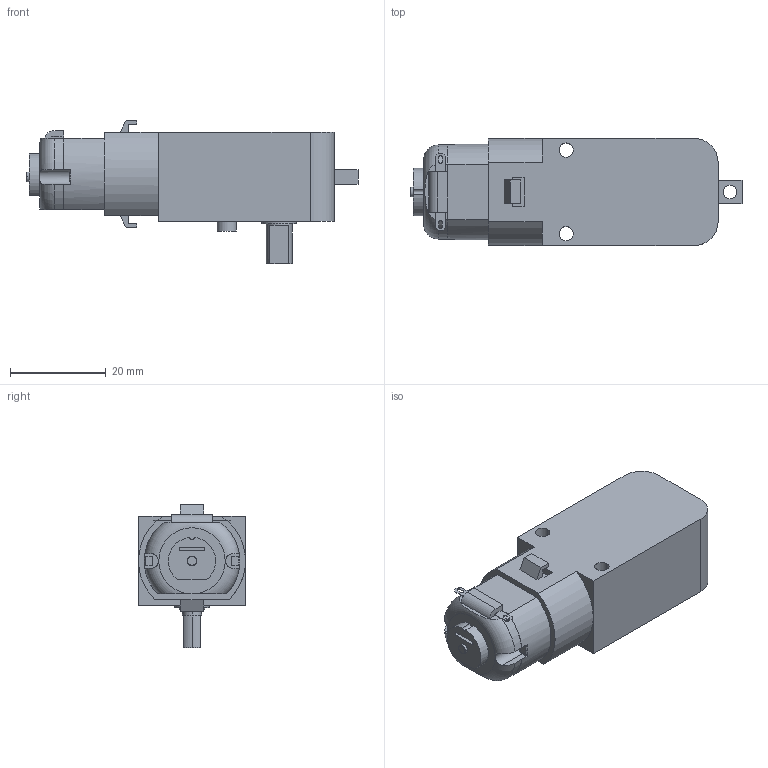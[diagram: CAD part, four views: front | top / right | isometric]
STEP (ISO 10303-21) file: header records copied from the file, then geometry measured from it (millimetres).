
FILE_DESCRIPTION (( 'STEP AP214' ), '1' );
FILE_NAME ('DC Motor 20mm.STEP', '2015-10-19T03:45:01', ( 'www' ), ( '' ), 'SwSTEP 2.0', 'SolidWorks 2013', '' );
FILE_SCHEMA (( 'AUTOMOTIVE_DESIGN' ));
Length unit declared in the file: millimetre
Products named in the file (1): DC Motor 20mm
Bounding box: 69.5 x 22.4 x 29.94 mm (x, y, z)
Volume: 22653.7 mm3; surface area: 6356.6 mm2
Topology: 1 solids, 1 shells, 188 faces, 485 edges, 318 vertices
Faces by surface type: plane 125, cylinder 51, torus 12
Entity records: 7950 total; most frequent: CARTESIAN_POINT 1179, DIRECTION 982, ORIENTED_EDGE 970, EDGE_CURVE 485, LINE 336, VECTOR 336, AXIS2_PLACEMENT_3D 323, VERTEX_POINT 318
